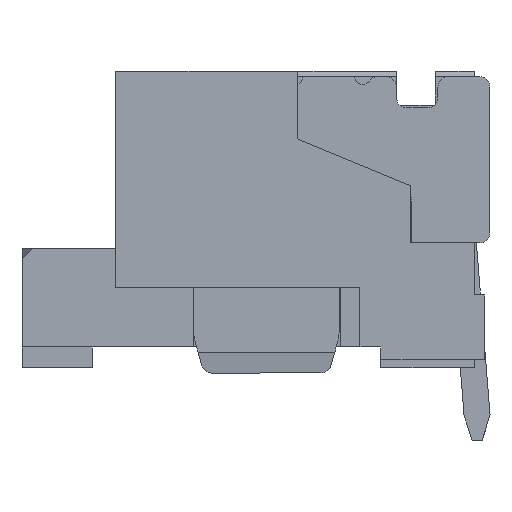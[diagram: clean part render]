
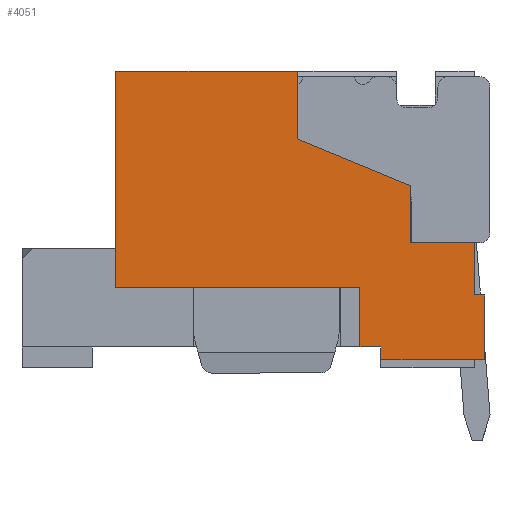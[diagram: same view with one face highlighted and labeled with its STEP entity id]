
A CAD part, left-side view. The second image highlights one B-rep face of the part: STEP entity #4051.
In plain terms, the highlighted planar face has unit normal (-1, 0, 0).
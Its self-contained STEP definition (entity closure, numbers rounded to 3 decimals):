
#925=DIRECTION('',(0.,1.,0.));
#926=VECTOR('',#925,4.7);
#927=CARTESIAN_POINT('',(-4.,-6.5,1.15));
#928=LINE('',#927,#926);
#929=DIRECTION('',(0.,0.,1.));
#930=VECTOR('',#929,4.15);
#931=CARTESIAN_POINT('',(-4.,-1.8,1.15));
#932=LINE('',#931,#930);
#933=DIRECTION('',(0.,-0.924,-0.382));
#934=VECTOR('',#933,2.358);
#935=CARTESIAN_POINT('',(-4.,-5.3,4.));
#936=LINE('',#935,#934);
#937=DIRECTION('',(0.,0.,-1.));
#938=VECTOR('',#937,1.);
#939=CARTESIAN_POINT('',(-4.,-8.7,2.));
#940=LINE('',#939,#938);
#941=DIRECTION('',(0.,0.,1.));
#942=VECTOR('',#941,0.25);
#943=CARTESIAN_POINT('',(-4.,-6.9,-0.25));
#944=LINE('',#943,#942);
#945=DIRECTION('',(0.,1.,0.));
#946=VECTOR('',#945,0.4);
#947=CARTESIAN_POINT('',(-4.,-6.9,0.));
#948=LINE('',#947,#946);
#949=DIRECTION('',(0.,0.,-1.));
#950=VECTOR('',#949,1.15);
#951=CARTESIAN_POINT('',(-4.,-6.5,1.15));
#952=LINE('',#951,#950);
#1069=DIRECTION('',(0.,1.,0.));
#1070=VECTOR('',#1069,3.5);
#1071=CARTESIAN_POINT('',(-4.,-5.3,5.3));
#1072=LINE('',#1071,#1070);
#1137=DIRECTION('',(0.,0.,1.));
#1138=VECTOR('',#1137,1.3);
#1139=CARTESIAN_POINT('',(-4.,-5.3,4.));
#1140=LINE('',#1139,#1138);
#1161=DIRECTION('',(0.,0.,1.));
#1162=VECTOR('',#1161,1.1);
#1163=CARTESIAN_POINT('',(-4.,-7.48,2.));
#1164=LINE('',#1163,#1162);
#1201=DIRECTION('',(0.,1.,0.));
#1202=VECTOR('',#1201,1.22);
#1203=CARTESIAN_POINT('',(-4.,-8.7,2.));
#1204=LINE('',#1203,#1202);
#1741=DIRECTION('',(0.,-1.,0.));
#1742=VECTOR('',#1741,2.);
#1743=CARTESIAN_POINT('',(-4.,-6.9,-0.25));
#1744=LINE('',#1743,#1742);
#1757=DIRECTION('',(0.,0.,1.));
#1758=VECTOR('',#1757,1.25);
#1759=CARTESIAN_POINT('',(-4.,-8.9,-0.25));
#1760=LINE('',#1759,#1758);
#1769=DIRECTION('',(0.,1.,0.));
#1770=VECTOR('',#1769,0.2);
#1771=CARTESIAN_POINT('',(-4.,-8.9,1.));
#1772=LINE('',#1771,#1770);
#2221=CARTESIAN_POINT('',(-4.,-6.5,0.));
#2222=VERTEX_POINT('',#2221);
#2223=CARTESIAN_POINT('',(-4.,-6.9,0.));
#2224=VERTEX_POINT('',#2223);
#2365=CARTESIAN_POINT('',(-4.,-8.7,1.));
#2366=VERTEX_POINT('',#2365);
#2367=CARTESIAN_POINT('',(-4.,-8.7,2.));
#2368=VERTEX_POINT('',#2367);
#2523=CARTESIAN_POINT('',(-4.,-1.8,5.3));
#2524=VERTEX_POINT('',#2523);
#2525=CARTESIAN_POINT('',(-4.,-1.8,1.15));
#2526=VERTEX_POINT('',#2525);
#2573=CARTESIAN_POINT('',(-4.,-5.3,5.3));
#2574=VERTEX_POINT('',#2573);
#2609=CARTESIAN_POINT('',(-4.,-7.48,2.));
#2610=VERTEX_POINT('',#2609);
#2641=CARTESIAN_POINT('',(-4.,-5.3,4.));
#2642=VERTEX_POINT('',#2641);
#2645=CARTESIAN_POINT('',(-4.,-7.48,3.1));
#2646=VERTEX_POINT('',#2645);
#2647=CARTESIAN_POINT('',(-4.,-6.5,1.15));
#2648=VERTEX_POINT('',#2647);
#2649=CARTESIAN_POINT('',(-4.,-8.9,1.));
#2650=VERTEX_POINT('',#2649);
#2651=CARTESIAN_POINT('',(-4.,-8.9,-0.25));
#2652=VERTEX_POINT('',#2651);
#2653=CARTESIAN_POINT('',(-4.,-6.9,-0.25));
#2654=VERTEX_POINT('',#2653);
#4019=CARTESIAN_POINT('',(-4.,0.,0.));
#4020=DIRECTION('',(-1.,0.,0.));
#4021=DIRECTION('',(0.,0.,1.));
#4022=AXIS2_PLACEMENT_3D('',#4019,#4020,#4021);
#4023=PLANE('',#4022);
#4025=ORIENTED_EDGE('',*,*,#4024,.F.);
#4026=ORIENTED_EDGE('',*,*,#4006,.T.);
#4027=ORIENTED_EDGE('',*,*,#3389,.T.);
#4029=ORIENTED_EDGE('',*,*,#4028,.F.);
#4031=ORIENTED_EDGE('',*,*,#4030,.F.);
#4033=ORIENTED_EDGE('',*,*,#4032,.T.);
#4035=ORIENTED_EDGE('',*,*,#4034,.F.);
#4037=ORIENTED_EDGE('',*,*,#4036,.F.);
#4039=ORIENTED_EDGE('',*,*,#4038,.T.);
#4041=ORIENTED_EDGE('',*,*,#4040,.F.);
#4043=ORIENTED_EDGE('',*,*,#4042,.F.);
#4045=ORIENTED_EDGE('',*,*,#4044,.F.);
#4047=ORIENTED_EDGE('',*,*,#4046,.T.);
#4048=ORIENTED_EDGE('',*,*,#2955,.T.);
#4049=EDGE_LOOP('',(#4025,#4026,#4027,#4029,#4031,#4033,#4035,#4037,#4039,#4041,
#4043,#4045,#4047,#4048));
#4050=FACE_OUTER_BOUND('',#4049,.F.);
#4051=ADVANCED_FACE('',(#4050),#4023,.T.);
#2955=EDGE_CURVE('',#2224,#2222,#948,.T.);
#3389=EDGE_CURVE('',#2526,#2524,#932,.T.);
#4006=EDGE_CURVE('',#2648,#2526,#928,.T.);
#4024=EDGE_CURVE('',#2648,#2222,#952,.T.);
#4028=EDGE_CURVE('',#2574,#2524,#1072,.T.);
#4030=EDGE_CURVE('',#2642,#2574,#1140,.T.);
#4032=EDGE_CURVE('',#2642,#2646,#936,.T.);
#4034=EDGE_CURVE('',#2610,#2646,#1164,.T.);
#4036=EDGE_CURVE('',#2368,#2610,#1204,.T.);
#4038=EDGE_CURVE('',#2368,#2366,#940,.T.);
#4040=EDGE_CURVE('',#2650,#2366,#1772,.T.);
#4042=EDGE_CURVE('',#2652,#2650,#1760,.T.);
#4044=EDGE_CURVE('',#2654,#2652,#1744,.T.);
#4046=EDGE_CURVE('',#2654,#2224,#944,.T.);
